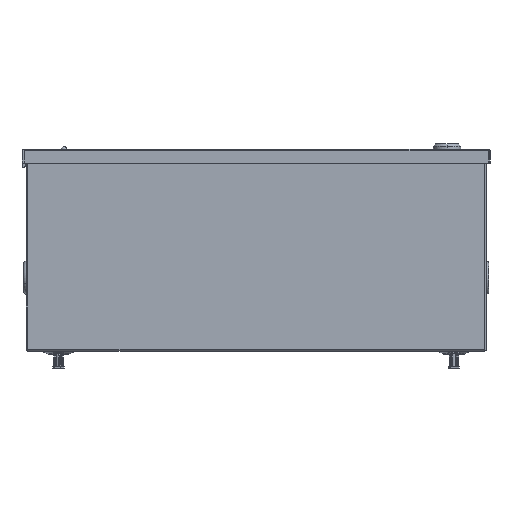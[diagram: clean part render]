
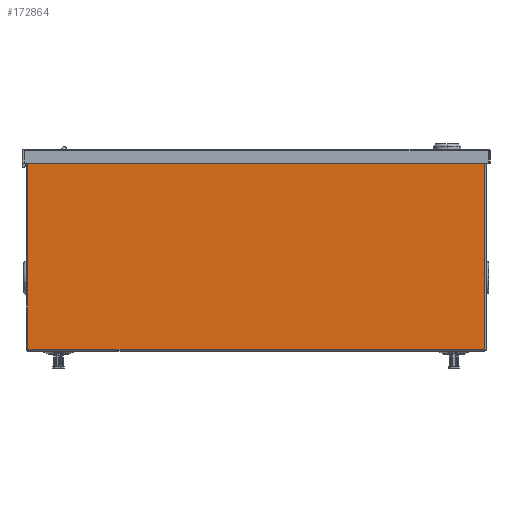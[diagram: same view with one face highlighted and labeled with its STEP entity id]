
A CAD part, front view. The second image highlights one B-rep face of the part: STEP entity #172864.
In plain terms, the highlighted planar face has unit normal (0, -1, 0).
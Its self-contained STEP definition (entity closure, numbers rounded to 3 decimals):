
#6919 = FACE_OUTER_BOUND ( 'NONE', #85619, .T. ) ;
#10537 = VECTOR ( 'NONE', #155522, 1000. ) ;
#25019 = DIRECTION ( 'NONE',  ( -1., 0., 0. ) ) ;
#26250 = CARTESIAN_POINT ( 'NONE',  ( 186.5, -194.5, 0.1 ) ) ;
#30314 = DIRECTION ( 'NONE',  ( 0., 0., -1. ) ) ;
#36733 = CARTESIAN_POINT ( 'NONE',  ( -186.5, -194.5, 0.1 ) ) ;
#37532 = LINE ( 'NONE', #66411, #44226 ) ;
#40465 = CARTESIAN_POINT ( 'NONE',  ( 186.5, -194.5, 160.2 ) ) ;
#44226 = VECTOR ( 'NONE', #25019, 1000. ) ;
#44728 = LINE ( 'NONE', #103546, #161700 ) ;
#51092 = DIRECTION ( 'NONE',  ( 0., 0., 1. ) ) ;
#58806 = ORIENTED_EDGE ( 'NONE', *, *, #164832, .T. ) ;
#60702 = ORIENTED_EDGE ( 'NONE', *, *, #113060, .F. ) ;
#63982 = EDGE_CURVE ( 'NONE', #172720, #89389, #170885, .T. ) ;
#65868 = AXIS2_PLACEMENT_3D ( 'NONE', #169598, #155186, #51092 ) ;
#66411 = CARTESIAN_POINT ( 'NONE',  ( -186.5, -194.5, 0.1 ) ) ;
#85619 = EDGE_LOOP ( 'NONE', ( #103333, #58806, #60702, #107986 ) ) ;
#86327 = CARTESIAN_POINT ( 'NONE',  ( -186.5, -194.5, 160.2 ) ) ;
#89389 = VERTEX_POINT ( 'NONE', #40465 ) ;
#96716 = CARTESIAN_POINT ( 'NONE',  ( 186.5, -194.5, 0. ) ) ;
#97007 = CARTESIAN_POINT ( 'NONE',  ( 186.5, -194.5, 160.2 ) ) ;
#103333 = ORIENTED_EDGE ( 'NONE', *, *, #153722, .T. ) ;
#103546 = CARTESIAN_POINT ( 'NONE',  ( -186.5, -194.5, 0. ) ) ;
#107986 = ORIENTED_EDGE ( 'NONE', *, *, #63982, .T. ) ;
#111432 = VECTOR ( 'NONE', #183648, 1000. ) ;
#113060 = EDGE_CURVE ( 'NONE', #172720, #169404, #37532, .T. ) ;
#123088 = LINE ( 'NONE', #97007, #111432 ) ;
#139822 = PLANE ( 'NONE',  #65868 ) ;
#142246 = VERTEX_POINT ( 'NONE', #86327 ) ;
#153722 = EDGE_CURVE ( 'NONE', #89389, #142246, #123088, .T. ) ;
#155186 = DIRECTION ( 'NONE',  ( 0., 1., 0. ) ) ;
#155522 = DIRECTION ( 'NONE',  ( 0., 0., 1. ) ) ;
#161700 = VECTOR ( 'NONE', #30314, 1000. ) ;
#164832 = EDGE_CURVE ( 'NONE', #142246, #169404, #44728, .T. ) ;
#169404 = VERTEX_POINT ( 'NONE', #36733 ) ;
#169598 = CARTESIAN_POINT ( 'NONE',  ( 0., -194.5, 0. ) ) ;
#170885 = LINE ( 'NONE', #96716, #10537 ) ;
#172720 = VERTEX_POINT ( 'NONE', #26250 ) ;
#172864 = ADVANCED_FACE ( 'NONE', ( #6919 ), #139822, .F. ) ;
#183648 = DIRECTION ( 'NONE',  ( -1., 0., 0. ) ) ;
